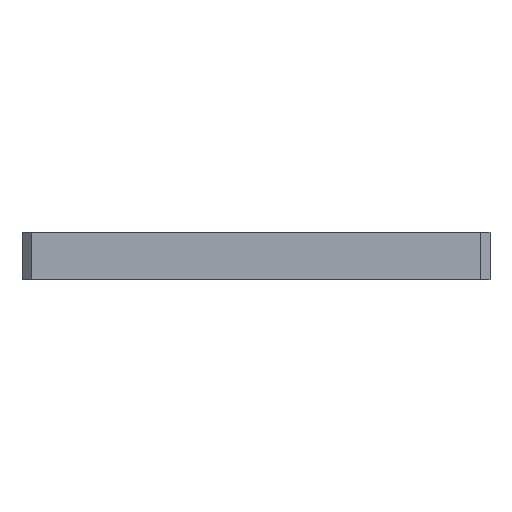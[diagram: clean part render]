
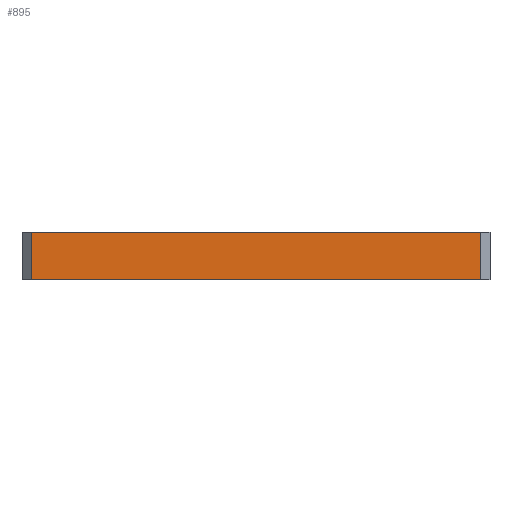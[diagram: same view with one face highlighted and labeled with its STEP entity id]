
A CAD part, front view. The second image highlights one B-rep face of the part: STEP entity #895.
In plain terms, the highlighted planar face has unit normal (0, -1, 0).
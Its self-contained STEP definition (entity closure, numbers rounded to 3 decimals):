
#19 = VERTEX_POINT ( 'NONE', #969 ) ;
#40 = EDGE_LOOP ( 'NONE', ( #989, #1405, #228, #409 ) ) ;
#83 = LINE ( 'NONE', #448, #1018 ) ;
#146 = CARTESIAN_POINT ( 'NONE',  ( -71., -70., 15. ) ) ;
#180 = VERTEX_POINT ( 'NONE', #808 ) ;
#214 = AXIS2_PLACEMENT_3D ( 'NONE', #648, #1254, #1260 ) ;
#228 = ORIENTED_EDGE ( 'NONE', *, *, #1217, .T. ) ;
#248 = DIRECTION ( 'NONE',  ( 1., 0., 0. ) ) ;
#296 = CARTESIAN_POINT ( 'NONE',  ( 71., -70., 0. ) ) ;
#397 = VECTOR ( 'NONE', #248, 1000. ) ;
#409 = ORIENTED_EDGE ( 'NONE', *, *, #990, .T. ) ;
#414 = VECTOR ( 'NONE', #1333, 1000. ) ;
#434 = LINE ( 'NONE', #1012, #665 ) ;
#448 = CARTESIAN_POINT ( 'NONE',  ( 71., -70., 15. ) ) ;
#520 = EDGE_CURVE ( 'NONE', #1256, #180, #434, .T. ) ;
#526 = VERTEX_POINT ( 'NONE', #296 ) ;
#543 = PLANE ( 'NONE',  #214 ) ;
#648 = CARTESIAN_POINT ( 'NONE',  ( -74., -70., 15. ) ) ;
#665 = VECTOR ( 'NONE', #1479, 1000. ) ;
#756 = EDGE_CURVE ( 'NONE', #1256, #19, #1114, .T. ) ;
#808 = CARTESIAN_POINT ( 'NONE',  ( 71., -70., 15. ) ) ;
#895 = ADVANCED_FACE ( 'NONE', ( #1502 ), #543, .F. ) ;
#928 = DIRECTION ( 'NONE',  ( 0., 0., 1. ) ) ;
#969 = CARTESIAN_POINT ( 'NONE',  ( -71., -70., 0. ) ) ;
#989 = ORIENTED_EDGE ( 'NONE', *, *, #520, .F. ) ;
#990 = EDGE_CURVE ( 'NONE', #526, #180, #83, .T. ) ;
#1012 = CARTESIAN_POINT ( 'NONE',  ( -74., -70., 15. ) ) ;
#1018 = VECTOR ( 'NONE', #928, 1000. ) ;
#1081 = CARTESIAN_POINT ( 'NONE',  ( -71., -70., 15. ) ) ;
#1105 = CARTESIAN_POINT ( 'NONE',  ( -74., -70., 0. ) ) ;
#1114 = LINE ( 'NONE', #1081, #414 ) ;
#1217 = EDGE_CURVE ( 'NONE', #19, #526, #1315, .T. ) ;
#1254 = DIRECTION ( 'NONE',  ( 0., 1., 0. ) ) ;
#1256 = VERTEX_POINT ( 'NONE', #146 ) ;
#1260 = DIRECTION ( 'NONE',  ( 0., 0., 1. ) ) ;
#1315 = LINE ( 'NONE', #1105, #397 ) ;
#1333 = DIRECTION ( 'NONE',  ( 0., 0., -1. ) ) ;
#1405 = ORIENTED_EDGE ( 'NONE', *, *, #756, .T. ) ;
#1479 = DIRECTION ( 'NONE',  ( 1., 0., 0. ) ) ;
#1502 = FACE_OUTER_BOUND ( 'NONE', #40, .T. ) ;
